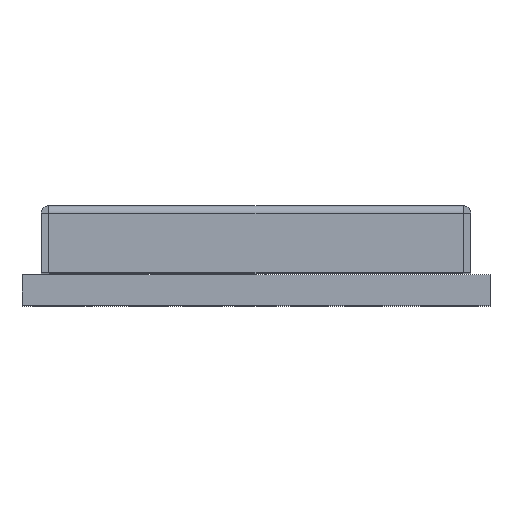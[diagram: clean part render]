
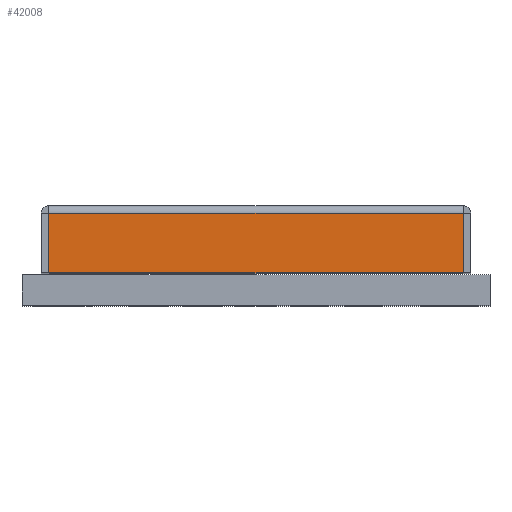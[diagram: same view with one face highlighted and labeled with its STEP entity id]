
A CAD part, top view. The second image highlights one B-rep face of the part: STEP entity #42008.
In plain terms, the highlighted planar face has unit normal (0, 0, 1).
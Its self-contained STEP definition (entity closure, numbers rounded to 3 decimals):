
#22012=DIRECTION('',(-1.,0.,0.));
#22013=VECTOR('',#22012,10.8);
#22014=CARTESIAN_POINT('',(5.4,-0.2,7.5));
#22015=LINE('',#22014,#22013);
#22042=DIRECTION('',(0.,-1.,0.));
#22043=VECTOR('',#22042,1.55);
#22044=CARTESIAN_POINT('',(-5.4,-0.2,7.5));
#22045=LINE('',#22044,#22043);
#22049=DIRECTION('',(0.,1.,0.));
#22050=VECTOR('',#22049,1.55);
#22051=CARTESIAN_POINT('',(5.4,-1.75,7.5));
#22052=LINE('',#22051,#22050);
#22056=DIRECTION('',(1.,0.,0.));
#22057=VECTOR('',#22056,10.8);
#22058=CARTESIAN_POINT('',(-5.4,-1.75,7.5));
#22059=LINE('',#22058,#22057);
#36047=CARTESIAN_POINT('',(-5.4,-0.2,7.5));
#36048=CARTESIAN_POINT('',(-5.4,-1.75,7.5));
#36049=VERTEX_POINT('',#36047);
#36050=VERTEX_POINT('',#36048);
#36051=CARTESIAN_POINT('',(5.4,-1.75,7.5));
#36052=VERTEX_POINT('',#36051);
#36053=CARTESIAN_POINT('',(5.4,-0.2,7.5));
#36054=VERTEX_POINT('',#36053);
#41994=CARTESIAN_POINT('',(-5.4,0.,7.5));
#41995=DIRECTION('',(0.,0.,1.));
#41996=DIRECTION('',(-1.,0.,0.));
#41997=AXIS2_PLACEMENT_3D('',#41994,#41995,#41996);
#41998=PLANE('',#41997);
#42000=ORIENTED_EDGE('',*,*,#41999,.F.);
#42001=ORIENTED_EDGE('',*,*,#41984,.F.);
#42003=ORIENTED_EDGE('',*,*,#42002,.F.);
#42005=ORIENTED_EDGE('',*,*,#42004,.F.);
#42006=EDGE_LOOP('',(#42000,#42001,#42003,#42005));
#42007=FACE_OUTER_BOUND('',#42006,.F.);
#42008=ADVANCED_FACE('',(#42007),#41998,.T.);
#41984=EDGE_CURVE('',#36054,#36049,#22015,.T.);
#41999=EDGE_CURVE('',#36049,#36050,#22045,.T.);
#42002=EDGE_CURVE('',#36052,#36054,#22052,.T.);
#42004=EDGE_CURVE('',#36050,#36052,#22059,.T.);
